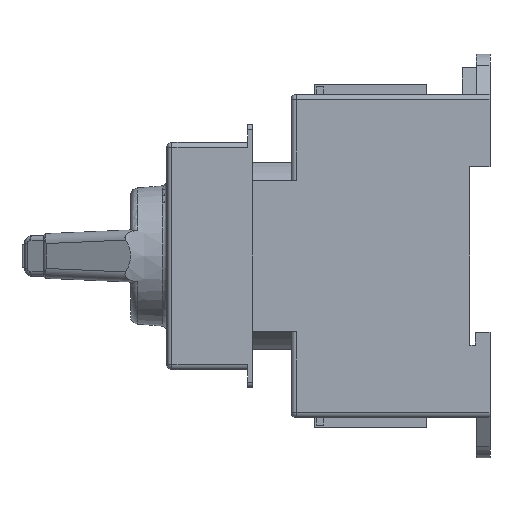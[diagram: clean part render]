
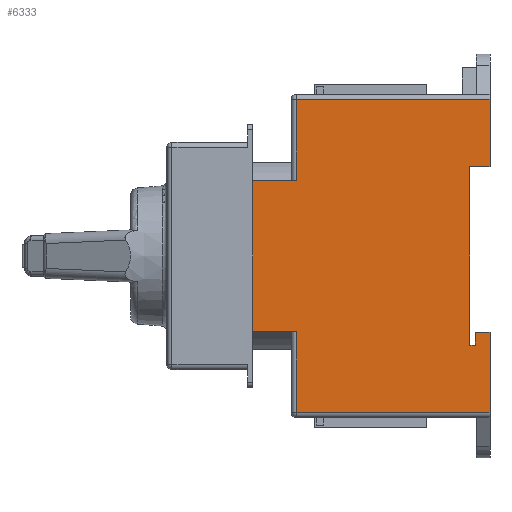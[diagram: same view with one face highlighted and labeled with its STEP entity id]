
A CAD part, left-side view. The second image highlights one B-rep face of the part: STEP entity #6333.
In plain terms, the highlighted planar face has unit normal (-1, 0, 0).
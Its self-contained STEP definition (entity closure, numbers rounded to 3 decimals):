
#365=DIRECTION('',(0.,1.,0.));
#366=VECTOR('',#365,13.9);
#367=CARTESIAN_POINT('',(-24.,38.4,-15.));
#368=LINE('',#367,#366);
#380=DIRECTION('',(0.,1.,0.));
#381=VECTOR('',#380,13.9);
#382=CARTESIAN_POINT('',(-24.,38.4,15.));
#383=LINE('',#382,#381);
#387=DIRECTION('',(0.,0.,1.));
#388=VECTOR('',#387,35.3);
#389=CARTESIAN_POINT('',(-24.,4.,-17.65));
#390=LINE('',#389,#388);
#394=DIRECTION('',(0.,1.,0.));
#395=VECTOR('',#394,1.1);
#396=CARTESIAN_POINT('',(-24.,2.9,-17.65));
#397=LINE('',#396,#395);
#401=DIRECTION('',(0.,1.,0.));
#402=VECTOR('',#401,2.9);
#403=CARTESIAN_POINT('',(-24.,0.,-15.15));
#404=LINE('',#403,#402);
#999=DIRECTION('',(0.,1.,0.));
#1000=VECTOR('',#999,38.4);
#1001=CARTESIAN_POINT('',(-24.,0.,-31.));
#1002=LINE('',#1001,#1000);
#1058=DIRECTION('',(0.,0.,-1.));
#1059=VECTOR('',#1058,15.85);
#1060=CARTESIAN_POINT('',(-24.,0.,-15.15));
#1061=LINE('',#1060,#1059);
#2427=DIRECTION('',(0.,0.,1.));
#2428=VECTOR('',#2427,2.5);
#2429=CARTESIAN_POINT('',(-24.,2.9,-17.65));
#2430=LINE('',#2429,#2428);
#2476=DIRECTION('',(0.,1.,0.));
#2477=VECTOR('',#2476,4.);
#2478=CARTESIAN_POINT('',(-24.,0.,17.65));
#2479=LINE('',#2478,#2477);
#2562=DIRECTION('',(0.,0.,-1.));
#2563=VECTOR('',#2562,13.35);
#2564=CARTESIAN_POINT('',(-24.,0.,31.));
#2565=LINE('',#2564,#2563);
#3085=DIRECTION('',(0.,0.,1.));
#3086=VECTOR('',#3085,16.);
#3087=CARTESIAN_POINT('',(-24.,38.4,15.));
#3088=LINE('',#3087,#3086);
#3123=DIRECTION('',(0.,-1.,0.));
#3124=VECTOR('',#3123,38.4);
#3125=CARTESIAN_POINT('',(-24.,38.4,31.));
#3126=LINE('',#3125,#3124);
#4536=DIRECTION('',(0.,0.,1.));
#4537=VECTOR('',#4536,16.);
#4538=CARTESIAN_POINT('',(-24.,38.4,-31.));
#4539=LINE('',#4538,#4537);
#4564=DIRECTION('',(0.,0.,1.));
#4565=VECTOR('',#4564,30.);
#4566=CARTESIAN_POINT('',(-24.,52.3,-15.));
#4567=LINE('',#4566,#4565);
#4578=CARTESIAN_POINT('',(-24.,52.3,-15.));
#5213=CARTESIAN_POINT('',(-24.,0.,-15.15));
#5215=VERTEX_POINT('',#5213);
#5320=VERTEX_POINT('',#4578);
#5471=CARTESIAN_POINT('',(-24.,38.4,31.));
#5472=VERTEX_POINT('',#5471);
#5506=CARTESIAN_POINT('',(-24.,38.4,15.));
#5508=VERTEX_POINT('',#5506);
#5641=CARTESIAN_POINT('',(-24.,2.9,-17.65));
#5642=VERTEX_POINT('',#5641);
#5680=CARTESIAN_POINT('',(-24.,0.,31.));
#5681=VERTEX_POINT('',#5680);
#5686=CARTESIAN_POINT('',(-24.,0.,-31.));
#5687=VERTEX_POINT('',#5686);
#5688=CARTESIAN_POINT('',(-24.,52.3,15.));
#5690=VERTEX_POINT('',#5688);
#5732=CARTESIAN_POINT('',(-24.,38.4,-15.));
#5733=VERTEX_POINT('',#5732);
#5760=CARTESIAN_POINT('',(-24.,4.,-17.65));
#5761=CARTESIAN_POINT('',(-24.,4.,17.65));
#5762=VERTEX_POINT('',#5760);
#5763=VERTEX_POINT('',#5761);
#5786=CARTESIAN_POINT('',(-24.,38.4,-31.));
#5787=VERTEX_POINT('',#5786);
#5812=CARTESIAN_POINT('',(-24.,2.9,-15.15));
#5813=VERTEX_POINT('',#5812);
#5932=CARTESIAN_POINT('',(-24.,0.,17.65));
#5933=VERTEX_POINT('',#5932);
#6299=CARTESIAN_POINT('',(-24.,39.4,-32.));
#6300=DIRECTION('',(1.,0.,0.));
#6301=DIRECTION('',(0.,0.,-1.));
#6302=AXIS2_PLACEMENT_3D('',#6299,#6300,#6301);
#6303=PLANE('',#6302);
#6305=ORIENTED_EDGE('',*,*,#6304,.F.);
#6307=ORIENTED_EDGE('',*,*,#6306,.T.);
#6309=ORIENTED_EDGE('',*,*,#6308,.T.);
#6311=ORIENTED_EDGE('',*,*,#6310,.T.);
#6313=ORIENTED_EDGE('',*,*,#6312,.T.);
#6315=ORIENTED_EDGE('',*,*,#6314,.F.);
#6317=ORIENTED_EDGE('',*,*,#6316,.F.);
#6319=ORIENTED_EDGE('',*,*,#6318,.T.);
#6321=ORIENTED_EDGE('',*,*,#6320,.F.);
#6323=ORIENTED_EDGE('',*,*,#6322,.T.);
#6325=ORIENTED_EDGE('',*,*,#6324,.T.);
#6327=ORIENTED_EDGE('',*,*,#6326,.T.);
#6328=ORIENTED_EDGE('',*,*,#6281,.T.);
#6330=ORIENTED_EDGE('',*,*,#6329,.T.);
#6331=EDGE_LOOP('',(#6305,#6307,#6309,#6311,#6313,#6315,#6317,#6319,#6321,#6323,
#6325,#6327,#6328,#6330));
#6332=FACE_OUTER_BOUND('',#6331,.F.);
#6281=EDGE_CURVE('',#5733,#5320,#368,.T.);
#6304=EDGE_CURVE('',#5508,#5690,#383,.T.);
#6306=EDGE_CURVE('',#5508,#5472,#3088,.T.);
#6308=EDGE_CURVE('',#5472,#5681,#3126,.T.);
#6310=EDGE_CURVE('',#5681,#5933,#2565,.T.);
#6312=EDGE_CURVE('',#5933,#5763,#2479,.T.);
#6314=EDGE_CURVE('',#5762,#5763,#390,.T.);
#6316=EDGE_CURVE('',#5642,#5762,#397,.T.);
#6318=EDGE_CURVE('',#5642,#5813,#2430,.T.);
#6320=EDGE_CURVE('',#5215,#5813,#404,.T.);
#6322=EDGE_CURVE('',#5215,#5687,#1061,.T.);
#6324=EDGE_CURVE('',#5687,#5787,#1002,.T.);
#6326=EDGE_CURVE('',#5787,#5733,#4539,.T.);
#6329=EDGE_CURVE('',#5320,#5690,#4567,.T.);
#6333=ADVANCED_FACE('',(#6332),#6303,.F.);
